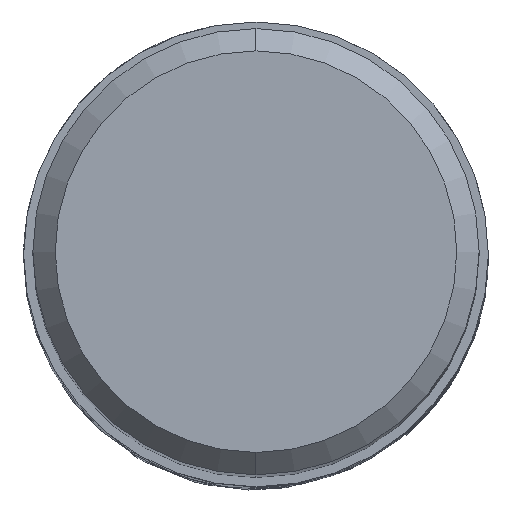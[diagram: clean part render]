
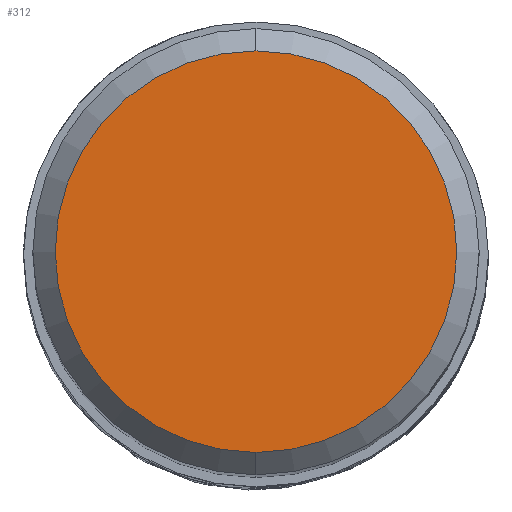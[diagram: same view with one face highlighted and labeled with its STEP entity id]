
A CAD part, top view. The second image highlights one B-rep face of the part: STEP entity #312.
In plain terms, the highlighted planar face has unit normal (0, 0, 1).
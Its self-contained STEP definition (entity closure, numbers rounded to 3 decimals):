
#312=ADVANCED_FACE('',(#848),#849,.T.);
#358=VERTEX_POINT('',#898);
#380=EDGE_CURVE('',#528,#358,#923,.T.);
#528=VERTEX_POINT('',#1081);
#662=EDGE_CURVE('',#358,#528,#1230,.T.);
#848=FACE_OUTER_BOUND('',#1981,.T.);
#849=PLANE('',#1982);
#898=CARTESIAN_POINT('',(0.,-5.4,0.0));
#923=CIRCLE('',#2221,5.4);
#1081=CARTESIAN_POINT('',(0.0,5.4,0.0));
#1230=CIRCLE('',#4042,5.4);
#1981=EDGE_LOOP('',(#5140,#5141));
#1982=AXIS2_PLACEMENT_3D('',#5142,#5143,#5144);
#2221=AXIS2_PLACEMENT_3D('',#5210,#5211,#5212);
#4042=AXIS2_PLACEMENT_3D('',#5541,#5542,#5543);
#5140=ORIENTED_EDGE('',*,*,#380,.F.);
#5141=ORIENTED_EDGE('',*,*,#662,.F.);
#5142=CARTESIAN_POINT('',(0.0,2.7,0.0));
#5143=DIRECTION('',(-0.0,0.0,1.0));
#5144=DIRECTION('',(0.0,-1.0,0.0));
#5210=CARTESIAN_POINT('',(0.0,0.0,0.0));
#5211=DIRECTION('',(0.0,0.0,-1.0));
#5212=DIRECTION('',(0.0,1.0,0.0));
#5541=CARTESIAN_POINT('',(0.0,0.0,0.0));
#5542=DIRECTION('',(0.0,0.0,-1.0));
#5543=DIRECTION('',(0.0,1.0,0.0));
